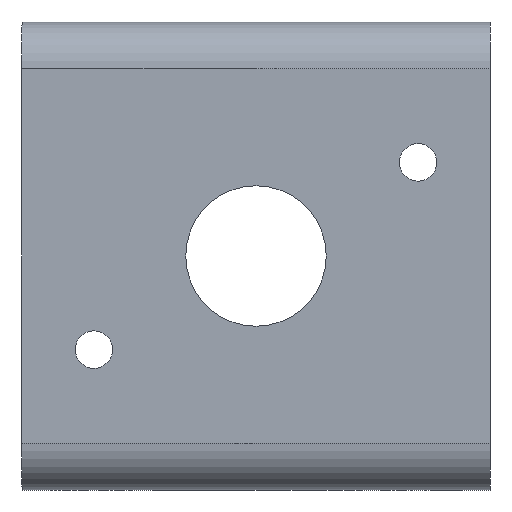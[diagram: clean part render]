
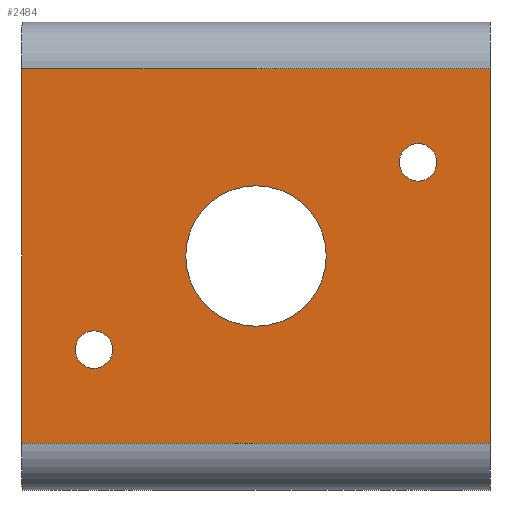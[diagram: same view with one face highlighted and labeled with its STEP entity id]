
A CAD part, left-side view. The second image highlights one B-rep face of the part: STEP entity #2484.
In plain terms, the highlighted planar face has unit normal (-1, 0, 0).
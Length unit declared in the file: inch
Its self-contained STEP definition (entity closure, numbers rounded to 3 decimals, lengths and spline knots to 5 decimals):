
#59 = CARTESIAN_POINT ( 'NONE',  ( 0., 0., -0.25 ) ) ;
#135 = DIRECTION ( 'NONE',  ( 0., 0., 1. ) ) ;
#172 = CARTESIAN_POINT ( 'NONE',  ( 0., 2.11603, -1.85 ) ) ;
#198 = DIRECTION ( 'NONE',  ( 1., 0., 0. ) ) ;
#272 = VERTEX_POINT ( 'NONE', #2525 ) ;
#279 = CARTESIAN_POINT ( 'NONE',  ( 0., 2.5, -2.25 ) ) ;
#304 = LINE ( 'NONE', #782, #1504 ) ;
#318 = ORIENTED_EDGE ( 'NONE', *, *, #532, .F. ) ;
#343 = LINE ( 'NONE', #2091, #1542 ) ;
#387 = ORIENTED_EDGE ( 'NONE', *, *, #753, .F. ) ;
#474 = EDGE_CURVE ( 'NONE', #272, #1254, #736, .T. ) ;
#532 = EDGE_CURVE ( 'NONE', #691, #1778, #1921, .T. ) ;
#557 = ORIENTED_EDGE ( 'NONE', *, *, #2477, .F. ) ;
#590 = EDGE_LOOP ( 'NONE', ( #318, #557 ) ) ;
#624 = FACE_BOUND ( 'NONE', #590, .T. ) ;
#691 = VERTEX_POINT ( 'NONE', #1338 ) ;
#706 = CARTESIAN_POINT ( 'NONE',  ( 0., 0., -2.25 ) ) ;
#736 = CIRCLE ( 'NONE', #2493, 0.375 ) ;
#753 = EDGE_CURVE ( 'NONE', #1254, #272, #1303, .T. ) ;
#782 = CARTESIAN_POINT ( 'NONE',  ( 0., 2.5, 0. ) ) ;
#822 = CARTESIAN_POINT ( 'NONE',  ( 0., 0.38397, -0.85 ) ) ;
#833 = AXIS2_PLACEMENT_3D ( 'NONE', #1395, #3060, #1641 ) ;
#873 = EDGE_LOOP ( 'NONE', ( #2112, #387 ) ) ;
#884 = VECTOR ( 'NONE', #1729, 39.37008 ) ;
#895 = AXIS2_PLACEMENT_3D ( 'NONE', #1231, #2873, #1452 ) ;
#944 = VERTEX_POINT ( 'NONE', #2284 ) ;
#1018 = EDGE_LOOP ( 'NONE', ( #2608, #1084 ) ) ;
#1035 = CARTESIAN_POINT ( 'NONE',  ( 0., 1.25, -1.25 ) ) ;
#1084 = ORIENTED_EDGE ( 'NONE', *, *, #2622, .F. ) ;
#1093 = CARTESIAN_POINT ( 'NONE',  ( 0., 2.5, -2.25 ) ) ;
#1095 = DIRECTION ( 'NONE',  ( -1., 0., 0. ) ) ;
#1128 = ORIENTED_EDGE ( 'NONE', *, *, #2791, .T. ) ;
#1132 = VERTEX_POINT ( 'NONE', #172 ) ;
#1169 = DIRECTION ( 'NONE',  ( -1., 0., 0. ) ) ;
#1231 = CARTESIAN_POINT ( 'NONE',  ( 0., 2.11603, -1.75 ) ) ;
#1254 = VERTEX_POINT ( 'NONE', #1406 ) ;
#1276 = DIRECTION ( 'NONE',  ( 0., 0., 1. ) ) ;
#1303 = CIRCLE ( 'NONE', #2860, 0.375 ) ;
#1338 = CARTESIAN_POINT ( 'NONE',  ( 0., 0.38397, -0.65 ) ) ;
#1384 = DIRECTION ( 'NONE',  ( -1., 0., 0. ) ) ;
#1385 = CARTESIAN_POINT ( 'NONE',  ( 0., 2.11603, -1.65 ) ) ;
#1395 = CARTESIAN_POINT ( 'NONE',  ( 0., 0.38397, -0.75 ) ) ;
#1406 = CARTESIAN_POINT ( 'NONE',  ( 0., 1.25, -1.625 ) ) ;
#1435 = CIRCLE ( 'NONE', #895, 0.1 ) ;
#1452 = DIRECTION ( 'NONE',  ( 0., 0., 1. ) ) ;
#1504 = VECTOR ( 'NONE', #1720, 39.37008 ) ;
#1510 = LINE ( 'NONE', #2677, #884 ) ;
#1542 = VECTOR ( 'NONE', #2101, 39.37008 ) ;
#1641 = DIRECTION ( 'NONE',  ( 0., 0., 1. ) ) ;
#1720 = DIRECTION ( 'NONE',  ( 0., 0., 1. ) ) ;
#1722 = ORIENTED_EDGE ( 'NONE', *, *, #2674, .T. ) ;
#1729 = DIRECTION ( 'NONE',  ( 0., 0., 1. ) ) ;
#1770 = LINE ( 'NONE', #279, #3039 ) ;
#1778 = VERTEX_POINT ( 'NONE', #822 ) ;
#1815 = FACE_BOUND ( 'NONE', #1018, .T. ) ;
#1864 = VERTEX_POINT ( 'NONE', #1093 ) ;
#1878 = DIRECTION ( 'NONE',  ( 0., 0., -1. ) ) ;
#1907 = AXIS2_PLACEMENT_3D ( 'NONE', #2807, #1384, #3053 ) ;
#1921 = CIRCLE ( 'NONE', #2165, 0.1 ) ;
#1952 = DIRECTION ( 'NONE',  ( 0., -1., 0. ) ) ;
#1962 = EDGE_LOOP ( 'NONE', ( #2132, #1128, #2313, #1722 ) ) ;
#2029 = CARTESIAN_POINT ( 'NONE',  ( 0., 0.38397, -0.75 ) ) ;
#2091 = CARTESIAN_POINT ( 'NONE',  ( 0., 2.5, -0.25 ) ) ;
#2094 = DIRECTION ( 'NONE',  ( 0., 0., 1. ) ) ;
#2099 = CARTESIAN_POINT ( 'NONE',  ( 0., 2.5, 0. ) ) ;
#2101 = DIRECTION ( 'NONE',  ( 0., 1., 0. ) ) ;
#2111 = VERTEX_POINT ( 'NONE', #1385 ) ;
#2112 = ORIENTED_EDGE ( 'NONE', *, *, #474, .F. ) ;
#2132 = ORIENTED_EDGE ( 'NONE', *, *, #2418, .T. ) ;
#2158 = AXIS2_PLACEMENT_3D ( 'NONE', #2099, #198, #1878 ) ;
#2165 = AXIS2_PLACEMENT_3D ( 'NONE', #2029, #1095, #135 ) ;
#2284 = CARTESIAN_POINT ( 'NONE',  ( 0., 2.5, -0.25 ) ) ;
#2313 = ORIENTED_EDGE ( 'NONE', *, *, #3009, .F. ) ;
#2418 = EDGE_CURVE ( 'NONE', #2541, #2423, #1510, .T. ) ;
#2423 = VERTEX_POINT ( 'NONE', #59 ) ;
#2448 = FACE_OUTER_BOUND ( 'NONE', #1962, .T. ) ;
#2477 = EDGE_CURVE ( 'NONE', #1778, #691, #2520, .T. ) ;
#2484 = ADVANCED_FACE ( 'NONE', ( #624, #1815, #3078, #2448 ), #2583, .F. ) ;
#2493 = AXIS2_PLACEMENT_3D ( 'NONE', #2579, #1169, #2094 ) ;
#2520 = CIRCLE ( 'NONE', #833, 0.1 ) ;
#2525 = CARTESIAN_POINT ( 'NONE',  ( 0., 1.25, -0.875 ) ) ;
#2541 = VERTEX_POINT ( 'NONE', #706 ) ;
#2579 = CARTESIAN_POINT ( 'NONE',  ( 0., 1.25, -1.25 ) ) ;
#2583 = PLANE ( 'NONE',  #2158 ) ;
#2608 = ORIENTED_EDGE ( 'NONE', *, *, #2765, .F. ) ;
#2622 = EDGE_CURVE ( 'NONE', #1132, #2111, #1435, .T. ) ;
#2674 = EDGE_CURVE ( 'NONE', #1864, #2541, #1770, .T. ) ;
#2677 = CARTESIAN_POINT ( 'NONE',  ( 0., 0., 0. ) ) ;
#2684 = DIRECTION ( 'NONE',  ( -1., 0., 0. ) ) ;
#2765 = EDGE_CURVE ( 'NONE', #2111, #1132, #2881, .T. ) ;
#2791 = EDGE_CURVE ( 'NONE', #2423, #944, #343, .T. ) ;
#2807 = CARTESIAN_POINT ( 'NONE',  ( 0., 2.11603, -1.75 ) ) ;
#2860 = AXIS2_PLACEMENT_3D ( 'NONE', #1035, #2684, #1276 ) ;
#2873 = DIRECTION ( 'NONE',  ( -1., 0., 0. ) ) ;
#2881 = CIRCLE ( 'NONE', #1907, 0.1 ) ;
#3009 = EDGE_CURVE ( 'NONE', #1864, #944, #304, .T. ) ;
#3039 = VECTOR ( 'NONE', #1952, 39.37008 ) ;
#3053 = DIRECTION ( 'NONE',  ( 0., 0., 1. ) ) ;
#3060 = DIRECTION ( 'NONE',  ( -1., 0., 0. ) ) ;
#3078 = FACE_BOUND ( 'NONE', #873, .T. ) ;
